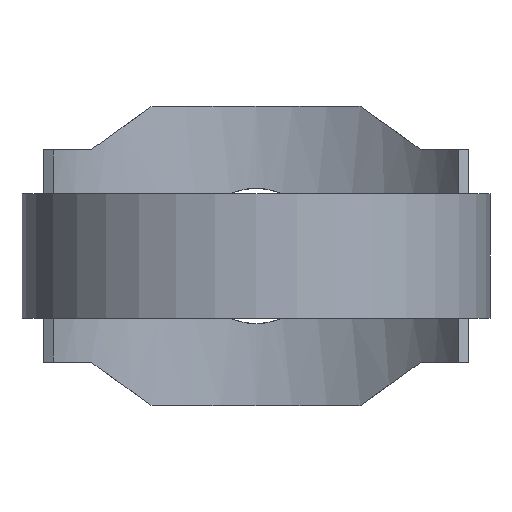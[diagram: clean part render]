
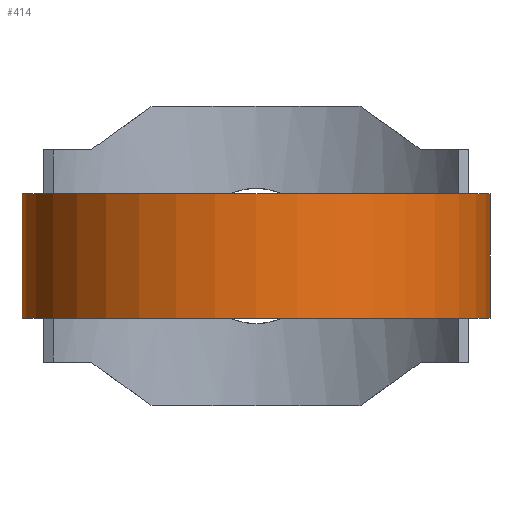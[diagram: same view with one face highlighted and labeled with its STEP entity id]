
A CAD part, front view. The second image highlights one B-rep face of the part: STEP entity #414.
In plain terms, the highlighted cylindrical face has radius 112.5 mm (diameter 225 mm), a partial arc.
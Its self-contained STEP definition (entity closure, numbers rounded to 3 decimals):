
#262 = EDGE_CURVE( '', #532, #384, #632, .T. );
#274 = VERTEX_POINT( '', #645 );
#276 = EDGE_CURVE( '', #274, #532, #647, .T. );
#384 = VERTEX_POINT( '', #767 );
#414 = ADVANCED_FACE( '', ( #800 ), #801, .T. );
#420 = EDGE_CURVE( '', #274, #484, #807, .T. );
#442 = EDGE_CURVE( '', #384, #484, #833, .T. );
#484 = VERTEX_POINT( '', #878 );
#532 = VERTEX_POINT( '', #930 );
#632 = CIRCLE( '', #1157, 112.5 );
#645 = CARTESIAN_POINT( '', ( -112.5, 0., -30. ) );
#647 = LINE( '', #1195, #1196 );
#767 = CARTESIAN_POINT( '', ( 112.5, 0., 30. ) );
#800 = FACE_OUTER_BOUND( '', #1463, .T. );
#801 = CYLINDRICAL_SURFACE( '', #1464, 112.5 );
#807 = CIRCLE( '', #1471, 112.5 );
#833 = LINE( '', #1504, #1505 );
#878 = CARTESIAN_POINT( '', ( 112.5, 0., -30. ) );
#930 = CARTESIAN_POINT( '', ( -112.5, 0., 30. ) );
#1157 = AXIS2_PLACEMENT_3D( '', #1908, #1909, #1910 );
#1195 = CARTESIAN_POINT( '', ( -112.5, 0., 30. ) );
#1196 = VECTOR( '', #1919, 1. );
#1463 = EDGE_LOOP( '', ( #2124, #2125, #2126, #2127 ) );
#1464 = AXIS2_PLACEMENT_3D( '', #2128, #2129, #2130 );
#1471 = AXIS2_PLACEMENT_3D( '', #2131, #2132, #2133 );
#1504 = CARTESIAN_POINT( '', ( 112.5, 0., 30. ) );
#1505 = VECTOR( '', #2172, 1. );
#1908 = CARTESIAN_POINT( '', ( 0., 0., 30. ) );
#1909 = DIRECTION( '', ( 0., 0., 1. ) );
#1910 = DIRECTION( '', ( 1., 0., 0. ) );
#1919 = DIRECTION( '', ( 0., 0., 1. ) );
#2124 = ORIENTED_EDGE( '', *, *, #442, .F. );
#2125 = ORIENTED_EDGE( '', *, *, #262, .F. );
#2126 = ORIENTED_EDGE( '', *, *, #276, .F. );
#2127 = ORIENTED_EDGE( '', *, *, #420, .T. );
#2128 = CARTESIAN_POINT( '', ( 0., 0., 30. ) );
#2129 = DIRECTION( '', ( 0., 0., 1. ) );
#2130 = DIRECTION( '', ( 1., 0., 0. ) );
#2131 = CARTESIAN_POINT( '', ( 0., 0., -30. ) );
#2132 = DIRECTION( '', ( 0., 0., 1. ) );
#2133 = DIRECTION( '', ( 1., 0., 0. ) );
#2172 = DIRECTION( '', ( 0., 0., -1. ) );
